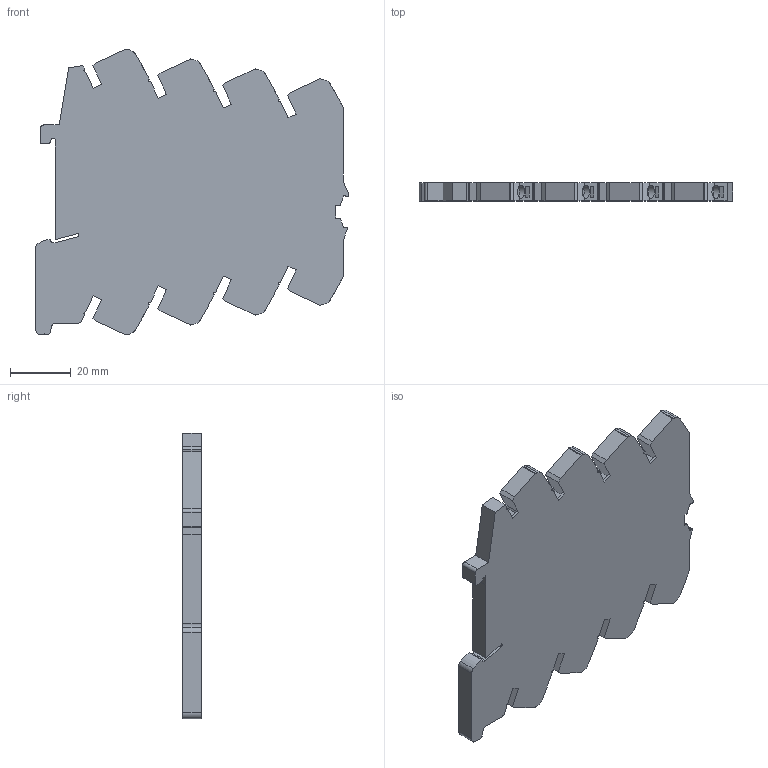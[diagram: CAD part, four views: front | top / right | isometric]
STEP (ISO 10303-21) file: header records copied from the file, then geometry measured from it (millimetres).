
FILE_DESCRIPTION (( 'STEP AP214' ), '1' );
FILE_NAME ('787-3861_050-1000_HI.STEP', '2025-02-13T12:16:43', ( '' ), ( '' ), 'SwSTEP 2.0', 'SolidWorks 2024', '' );
FILE_SCHEMA (( 'AUTOMOTIVE_DESIGN' ));
Length unit declared in the file: millimetre
Products named in the file (1): 787-3861_050-1000_HI
Bounding box: 103.3 x 6 x 94.26 mm (x, y, z)
Volume: 43992.5 mm3; surface area: 18864.3 mm2
Topology: 1 solids, 1 shells, 262 faces, 746 edges, 496 vertices
Faces by surface type: plane 197, cylinder 65
Full cylindrical faces by diameter (mm): 2.7 x1, 4.4 x8
Entity records: 8542 total; most frequent: CARTESIAN_POINT 1664, ORIENTED_EDGE 1458, DIRECTION 1377, EDGE_CURVE 729, VECTOR 591, LINE 591, VERTEX_POINT 488, AXIS2_PLACEMENT_3D 393
